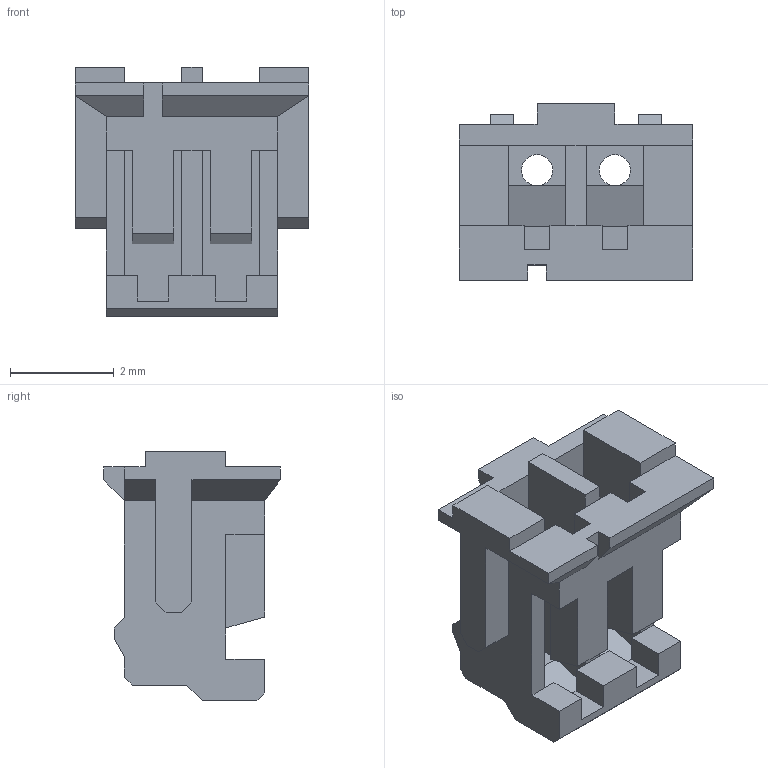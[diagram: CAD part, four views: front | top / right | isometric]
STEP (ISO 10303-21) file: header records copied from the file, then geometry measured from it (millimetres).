
FILE_DESCRIPTION(/* description */ ('Unknown'),/* implementation_level */ '2;1');
FILE_NAME(/* name */ '648002113322',/* time_stamp */ '2023-03-22T15:43:27+01:00',/* author */ ('Unknown'),/* organization */ ('Unknown'),/* preprocessor_version */ 'ST-DEVELOPER v18.102',/* originating_system */ 'Solid Edge',/* authorisation */ 'Unknown');
FILE_SCHEMA (('AUTOMOTIVE_DESIGN {1 0 10303 214 3 1 1}'));
Length unit declared in the file: millimetre
Products named in the file (2): 6480xx113322; 648002113322
Assembly tree (1 placements, depth 2):
  6480xx113322
    648002113322
Bounding box: 4.5 x 3.4 x 4.8 mm (x, y, z)
Volume: 24.6 mm3; surface area: 139.2 mm2
Topology: 1 solids, 1 shells, 102 faces, 292 edges, 186 vertices
Faces by surface type: plane 100, cylinder 2
Full cylindrical faces by diameter (mm): 0.6 x2
Entity records: 3269 total; most frequent: ORIENTED_EDGE 576, CARTESIAN_POINT 576, DIRECTION 500, EDGE_CURVE 288, LINE 284, VECTOR 284, VERTEX_POINT 184, AXIS2_PLACEMENT_3D 108
